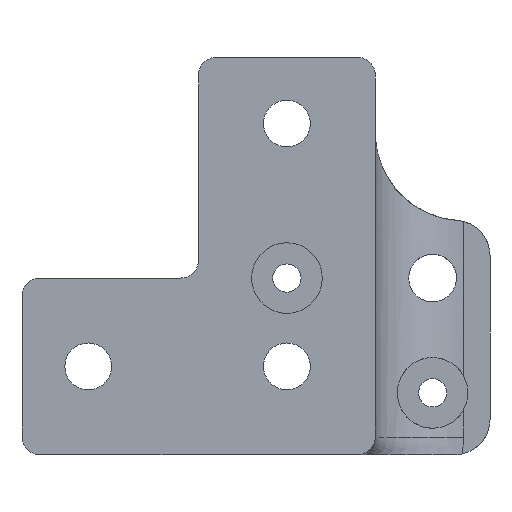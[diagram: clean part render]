
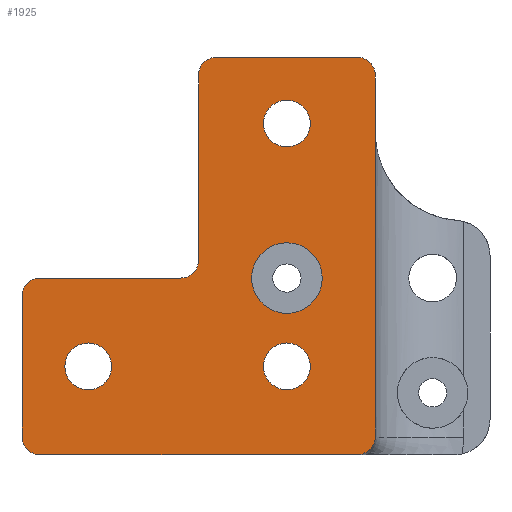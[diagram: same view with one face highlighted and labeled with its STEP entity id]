
A CAD part, front view. The second image highlights one B-rep face of the part: STEP entity #1925.
In plain terms, the highlighted planar face has unit normal (0, -1, 0).
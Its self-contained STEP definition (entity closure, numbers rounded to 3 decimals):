
#58=FACE_BOUND('',#339,.T.);
#59=FACE_BOUND('',#340,.T.);
#60=FACE_BOUND('',#341,.T.);
#61=FACE_BOUND('',#342,.T.);
#78=PLANE('',#2080);
#221=FACE_OUTER_BOUND('',#338,.T.);
#338=EDGE_LOOP('',(#1420,#1421,#1422,#1423,#1424,#1425,#1426,#1427,#1428,
#1429,#1430,#1431,#1432));
#339=EDGE_LOOP('',(#1433));
#340=EDGE_LOOP('',(#1434));
#341=EDGE_LOOP('',(#1435));
#342=EDGE_LOOP('',(#1436));
#469=LINE('',#2735,#640);
#496=LINE('',#3299,#667);
#497=LINE('',#3301,#668);
#498=LINE('',#3305,#669);
#499=LINE('',#3309,#670);
#500=LINE('',#3313,#671);
#501=LINE('',#3317,#672);
#640=VECTOR('',#2244,1000.);
#667=VECTOR('',#2275,1000.);
#668=VECTOR('',#2276,1000.);
#669=VECTOR('',#2279,1000.);
#670=VECTOR('',#2282,1000.);
#671=VECTOR('',#2285,1000.);
#672=VECTOR('',#2288,1000.);
#805=CIRCLE('',#2058,4.);
#814=CIRCLE('',#2072,2.65);
#816=CIRCLE('',#2075,2.65);
#818=CIRCLE('',#2078,2.65);
#819=CIRCLE('',#2081,2.);
#820=CIRCLE('',#2082,2.);
#821=CIRCLE('',#2083,2.);
#822=CIRCLE('',#2084,2.);
#823=CIRCLE('',#2085,2.);
#824=CIRCLE('',#2086,2.);
#844=VERTEX_POINT('',#2590);
#857=VERTEX_POINT('',#2696);
#859=VERTEX_POINT('',#2702);
#861=VERTEX_POINT('',#2708);
#865=VERTEX_POINT('',#2717);
#866=VERTEX_POINT('',#2734);
#918=VERTEX_POINT('',#3296);
#919=VERTEX_POINT('',#3298);
#920=VERTEX_POINT('',#3300);
#921=VERTEX_POINT('',#3302);
#922=VERTEX_POINT('',#3304);
#923=VERTEX_POINT('',#3306);
#924=VERTEX_POINT('',#3308);
#925=VERTEX_POINT('',#3310);
#926=VERTEX_POINT('',#3312);
#927=VERTEX_POINT('',#3314);
#928=VERTEX_POINT('',#3316);
#1040=EDGE_CURVE('',#844,#844,#805,.T.);
#1058=EDGE_CURVE('',#857,#857,#814,.T.);
#1061=EDGE_CURVE('',#859,#859,#816,.T.);
#1064=EDGE_CURVE('',#861,#861,#818,.T.);
#1068=EDGE_CURVE('',#866,#865,#469,.T.);
#1121=EDGE_CURVE('',#918,#865,#819,.T.);
#1122=EDGE_CURVE('',#918,#919,#496,.T.);
#1123=EDGE_CURVE('',#919,#920,#497,.T.);
#1124=EDGE_CURVE('',#921,#920,#820,.T.);
#1125=EDGE_CURVE('',#921,#922,#498,.T.);
#1126=EDGE_CURVE('',#923,#922,#821,.T.);
#1127=EDGE_CURVE('',#923,#924,#499,.T.);
#1128=EDGE_CURVE('',#925,#924,#822,.T.);
#1129=EDGE_CURVE('',#925,#926,#500,.T.);
#1130=EDGE_CURVE('',#927,#926,#823,.T.);
#1131=EDGE_CURVE('',#927,#928,#501,.T.);
#1132=EDGE_CURVE('',#866,#928,#824,.T.);
#1420=ORIENTED_EDGE('',*,*,#1068,.T.);
#1421=ORIENTED_EDGE('',*,*,#1121,.F.);
#1422=ORIENTED_EDGE('',*,*,#1122,.T.);
#1423=ORIENTED_EDGE('',*,*,#1123,.T.);
#1424=ORIENTED_EDGE('',*,*,#1124,.F.);
#1425=ORIENTED_EDGE('',*,*,#1125,.T.);
#1426=ORIENTED_EDGE('',*,*,#1126,.F.);
#1427=ORIENTED_EDGE('',*,*,#1127,.T.);
#1428=ORIENTED_EDGE('',*,*,#1128,.F.);
#1429=ORIENTED_EDGE('',*,*,#1129,.T.);
#1430=ORIENTED_EDGE('',*,*,#1130,.F.);
#1431=ORIENTED_EDGE('',*,*,#1131,.T.);
#1432=ORIENTED_EDGE('',*,*,#1132,.F.);
#1433=ORIENTED_EDGE('',*,*,#1064,.F.);
#1434=ORIENTED_EDGE('',*,*,#1058,.F.);
#1435=ORIENTED_EDGE('',*,*,#1040,.T.);
#1436=ORIENTED_EDGE('',*,*,#1061,.F.);
#1925=ADVANCED_FACE('',(#221,#58,#59,#60,#61),#78,.T.);
#2058=AXIS2_PLACEMENT_3D('',#2592,#2191,#2192);
#2072=AXIS2_PLACEMENT_3D('',#2698,#2224,#2225);
#2075=AXIS2_PLACEMENT_3D('',#2704,#2231,#2232);
#2078=AXIS2_PLACEMENT_3D('',#2710,#2238,#2239);
#2080=AXIS2_PLACEMENT_3D('',#3295,#2271,#2272);
#2081=AXIS2_PLACEMENT_3D('',#3297,#2273,#2274);
#2082=AXIS2_PLACEMENT_3D('',#3303,#2277,#2278);
#2083=AXIS2_PLACEMENT_3D('',#3307,#2280,#2281);
#2084=AXIS2_PLACEMENT_3D('',#3311,#2283,#2284);
#2085=AXIS2_PLACEMENT_3D('',#3315,#2286,#2287);
#2086=AXIS2_PLACEMENT_3D('',#3318,#2289,#2290);
#2191=DIRECTION('center_axis',(0.,1.,0.));
#2192=DIRECTION('ref_axis',(0.,0.,-1.));
#2224=DIRECTION('center_axis',(0.,-1.,0.));
#2225=DIRECTION('ref_axis',(0.,0.,1.));
#2231=DIRECTION('center_axis',(0.,-1.,0.));
#2232=DIRECTION('ref_axis',(0.,0.,1.));
#2238=DIRECTION('center_axis',(0.,-1.,0.));
#2239=DIRECTION('ref_axis',(0.,0.,1.));
#2244=DIRECTION('',(1.,0.,0.));
#2271=DIRECTION('center_axis',(0.,-1.,0.));
#2272=DIRECTION('ref_axis',(0.,0.,-1.));
#2273=DIRECTION('center_axis',(0.,1.,0.));
#2274=DIRECTION('ref_axis',(0.,0.,-1.));
#2275=DIRECTION('',(0.,0.,1.));
#2276=DIRECTION('',(0.,0.,1.));
#2277=DIRECTION('center_axis',(0.,1.,0.));
#2278=DIRECTION('ref_axis',(0.,0.,-1.));
#2279=DIRECTION('',(-1.,0.,0.));
#2280=DIRECTION('center_axis',(0.,1.,0.));
#2281=DIRECTION('ref_axis',(0.,0.,-1.));
#2282=DIRECTION('',(0.,0.,-1.));
#2283=DIRECTION('center_axis',(0.,-1.,0.));
#2284=DIRECTION('ref_axis',(0.,0.,-1.));
#2285=DIRECTION('',(-1.,0.,0.));
#2286=DIRECTION('center_axis',(0.,1.,0.));
#2287=DIRECTION('ref_axis',(0.,0.,-1.));
#2288=DIRECTION('',(0.,0.,-1.));
#2289=DIRECTION('center_axis',(0.,1.,0.));
#2290=DIRECTION('ref_axis',(0.,0.,-1.));
#2590=CARTESIAN_POINT('',(70.,0.,-21.));
#2592=CARTESIAN_POINT('Origin',(70.,0.,-25.));
#2696=CARTESIAN_POINT('',(47.5,0.,-32.35));
#2698=CARTESIAN_POINT('Origin',(47.5,0.,-35.));
#2702=CARTESIAN_POINT('',(70.,0.,-4.85));
#2704=CARTESIAN_POINT('Origin',(70.,0.,-7.5));
#2708=CARTESIAN_POINT('',(70.,0.,-32.35));
#2710=CARTESIAN_POINT('Origin',(70.,0.,-35.));
#2717=CARTESIAN_POINT('',(78.,0.,-45.));
#2734=CARTESIAN_POINT('',(42.,0.,-45.));
#2735=CARTESIAN_POINT('',(80.,0.,-45.));
#3295=CARTESIAN_POINT('Origin',(80.,0.,0.));
#3296=CARTESIAN_POINT('',(80.,0.,-43.));
#3297=CARTESIAN_POINT('Origin',(78.,0.,-43.));
#3298=CARTESIAN_POINT('',(80.,0.,-8.5));
#3299=CARTESIAN_POINT('',(80.,0.,0.));
#3300=CARTESIAN_POINT('',(80.,0.,-2.));
#3301=CARTESIAN_POINT('',(80.,0.,0.));
#3302=CARTESIAN_POINT('',(78.,0.,0.));
#3303=CARTESIAN_POINT('Origin',(78.,0.,-2.));
#3304=CARTESIAN_POINT('',(62.,0.,0.));
#3305=CARTESIAN_POINT('',(60.,0.,0.));
#3306=CARTESIAN_POINT('',(60.,0.,-2.));
#3307=CARTESIAN_POINT('Origin',(62.,0.,-2.));
#3308=CARTESIAN_POINT('',(60.,0.,-23.));
#3309=CARTESIAN_POINT('',(60.,0.,-25.));
#3310=CARTESIAN_POINT('',(58.,0.,-25.));
#3311=CARTESIAN_POINT('Origin',(58.,0.,-23.));
#3312=CARTESIAN_POINT('',(42.,0.,-25.));
#3313=CARTESIAN_POINT('',(40.,0.,-25.));
#3314=CARTESIAN_POINT('',(40.,0.,-27.));
#3315=CARTESIAN_POINT('Origin',(42.,0.,-27.));
#3316=CARTESIAN_POINT('',(40.,0.,-43.));
#3317=CARTESIAN_POINT('',(40.,0.,-45.));
#3318=CARTESIAN_POINT('Origin',(42.,0.,-43.));
